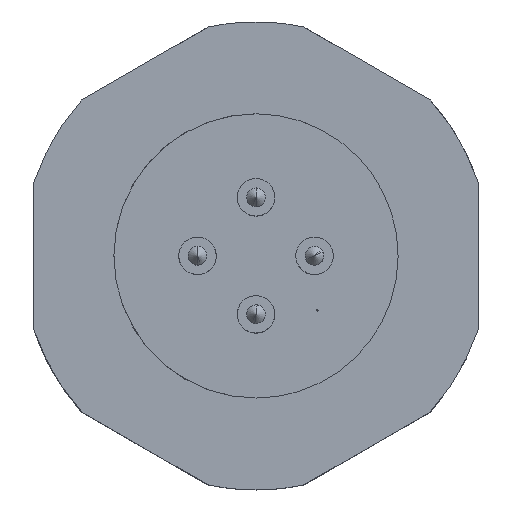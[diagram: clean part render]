
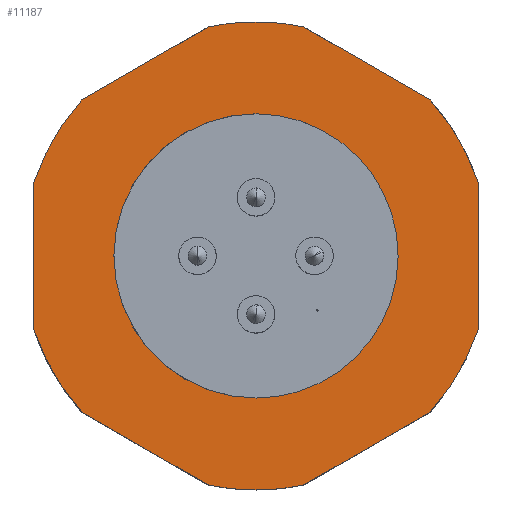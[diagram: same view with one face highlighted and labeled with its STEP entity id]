
A CAD part, top view. The second image highlights one B-rep face of the part: STEP entity #11187.
In plain terms, the highlighted planar face has unit normal (0, 0, 1).
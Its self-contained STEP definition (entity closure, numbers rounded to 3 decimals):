
#10081=AXIS2_PLACEMENT_3D('Circle Axis2P3D',#10079,#10080,$) ;
#10174=AXIS2_PLACEMENT_3D('Circle Axis2P3D',#10172,#10173,$) ;
#10820=AXIS2_PLACEMENT_3D('Circle Axis2P3D',#10818,#10819,$) ;
#10845=AXIS2_PLACEMENT_3D('Circle Axis2P3D',#10843,#10844,$) ;
#10863=AXIS2_PLACEMENT_3D('Circle Axis2P3D',#10861,#10862,$) ;
#10888=AXIS2_PLACEMENT_3D('Circle Axis2P3D',#10886,#10887,$) ;
#10906=AXIS2_PLACEMENT_3D('Circle Axis2P3D',#10904,#10905,$) ;
#10924=AXIS2_PLACEMENT_3D('Circle Axis2P3D',#10922,#10923,$) ;
#11114=AXIS2_PLACEMENT_3D('Circle Axis2P3D',#11112,#11113,$) ;
#11165=AXIS2_PLACEMENT_3D('Plane Axis2P3D',#11162,#11163,#11164) ;
#10013=CARTESIAN_POINT('Vertex',(16.958,3.331,20.5)) ;
#10016=CARTESIAN_POINT('Line Origine',(14.254,1.77,20.5)) ;
#10020=CARTESIAN_POINT('Vertex',(11.55,0.208,20.5)) ;
#10076=CARTESIAN_POINT('Vertex',(19.004,6.874,20.5)) ;
#10079=CARTESIAN_POINT('Axis2P3D Location',(9.504,9.997,20.5)) ;
#10113=CARTESIAN_POINT('Vertex',(19.004,13.119,20.5)) ;
#10116=CARTESIAN_POINT('Line Origine',(19.004,9.997,20.5)) ;
#10169=CARTESIAN_POINT('Vertex',(16.958,16.663,20.5)) ;
#10172=CARTESIAN_POINT('Axis2P3D Location',(9.504,9.997,20.5)) ;
#10206=CARTESIAN_POINT('Vertex',(11.55,19.785,20.5)) ;
#10209=CARTESIAN_POINT('Line Origine',(14.254,18.224,20.5)) ;
#10708=CARTESIAN_POINT('Vertex',(7.458,0.208,20.5)) ;
#10711=CARTESIAN_POINT('Line Origine',(4.754,1.77,20.5)) ;
#10715=CARTESIAN_POINT('Vertex',(2.05,3.331,20.5)) ;
#10746=CARTESIAN_POINT('Vertex',(0.004,6.874,20.5)) ;
#10749=CARTESIAN_POINT('Line Origine',(0.004,9.997,20.5)) ;
#10753=CARTESIAN_POINT('Vertex',(0.004,13.119,20.5)) ;
#10784=CARTESIAN_POINT('Vertex',(2.05,16.663,20.5)) ;
#10787=CARTESIAN_POINT('Line Origine',(4.754,18.224,20.5)) ;
#10791=CARTESIAN_POINT('Vertex',(7.458,19.785,20.5)) ;
#10818=CARTESIAN_POINT('Axis2P3D Location',(9.504,9.997,20.5)) ;
#10840=CARTESIAN_POINT('Vertex',(9.504,19.997,20.5)) ;
#10843=CARTESIAN_POINT('Axis2P3D Location',(9.504,9.997,20.5)) ;
#10861=CARTESIAN_POINT('Axis2P3D Location',(9.504,9.997,20.5)) ;
#10883=CARTESIAN_POINT('Vertex',(9.504,-0.003,20.5)) ;
#10886=CARTESIAN_POINT('Axis2P3D Location',(9.504,9.997,20.5)) ;
#10904=CARTESIAN_POINT('Axis2P3D Location',(9.504,9.997,20.5)) ;
#10922=CARTESIAN_POINT('Axis2P3D Location',(9.504,9.997,20.5)) ;
#11109=CARTESIAN_POINT('Vertex',(9.504,16.072,20.5)) ;
#11112=CARTESIAN_POINT('Axis2P3D Location',(9.504,9.997,20.5)) ;
#11116=CARTESIAN_POINT('Vertex',(9.504,3.922,20.5)) ;
#11138=CARTESIAN_POINT('Control Point',(9.504,16.072,20.5)) ;
#11139=CARTESIAN_POINT('Control Point',(10.458,16.072,20.5)) ;
#11140=CARTESIAN_POINT('Control Point',(11.412,15.884,20.5)) ;
#11141=CARTESIAN_POINT('Control Point',(12.318,15.51,20.5)) ;
#11142=CARTESIAN_POINT('Control Point',(13.932,14.425,20.5)) ;
#11143=CARTESIAN_POINT('Control Point',(15.017,12.81,20.5)) ;
#11144=CARTESIAN_POINT('Control Point',(15.392,11.905,20.5)) ;
#11145=CARTESIAN_POINT('Control Point',(15.766,9.997,20.5)) ;
#11146=CARTESIAN_POINT('Control Point',(15.392,8.088,20.5)) ;
#11147=CARTESIAN_POINT('Control Point',(15.017,7.183,20.5)) ;
#11148=CARTESIAN_POINT('Control Point',(13.932,5.569,20.5)) ;
#11149=CARTESIAN_POINT('Control Point',(12.318,4.484,20.5)) ;
#11150=CARTESIAN_POINT('Control Point',(11.412,4.109,20.5)) ;
#11151=CARTESIAN_POINT('Control Point',(10.458,3.922,20.5)) ;
#11152=CARTESIAN_POINT('Control Point',(9.504,3.922,20.5)) ;
#11162=CARTESIAN_POINT('Axis2P3D Location',(9.504,1.959,20.5)) ;
#10017=DIRECTION('Vector Direction',(0.866,0.5,0.)) ;
#10080=DIRECTION('Axis2P3D Direction',(0.,0.,-1.)) ;
#10117=DIRECTION('Vector Direction',(0.,1.,0.)) ;
#10173=DIRECTION('Axis2P3D Direction',(0.,0.,-1.)) ;
#10210=DIRECTION('Vector Direction',(-0.866,0.5,0.)) ;
#10712=DIRECTION('Vector Direction',(0.866,-0.5,0.)) ;
#10750=DIRECTION('Vector Direction',(0.,-1.,0.)) ;
#10788=DIRECTION('Vector Direction',(-0.866,-0.5,0.)) ;
#10819=DIRECTION('Axis2P3D Direction',(0.,0.,-1.)) ;
#10844=DIRECTION('Axis2P3D Direction',(0.,0.,-1.)) ;
#10862=DIRECTION('Axis2P3D Direction',(0.,0.,-1.)) ;
#10887=DIRECTION('Axis2P3D Direction',(0.,0.,-1.)) ;
#10905=DIRECTION('Axis2P3D Direction',(0.,0.,-1.)) ;
#10923=DIRECTION('Axis2P3D Direction',(0.,0.,-1.)) ;
#11113=DIRECTION('Axis2P3D Direction',(0.,0.,-1.)) ;
#11163=DIRECTION('Axis2P3D Direction',(0.,0.,1.)) ;
#11164=DIRECTION('Axis2P3D XDirection',(-1.,0.,0.)) ;
#10018=VECTOR('Line Direction',#10017,1.) ;
#10118=VECTOR('Line Direction',#10117,1.) ;
#10211=VECTOR('Line Direction',#10210,1.) ;
#10713=VECTOR('Line Direction',#10712,1.) ;
#10751=VECTOR('Line Direction',#10750,1.) ;
#10789=VECTOR('Line Direction',#10788,1.) ;
#11168=ORIENTED_EDGE('',*,*,#10022,.T.) ;
#11169=ORIENTED_EDGE('',*,*,#10083,.F.) ;
#11170=ORIENTED_EDGE('',*,*,#10120,.T.) ;
#11171=ORIENTED_EDGE('',*,*,#10176,.F.) ;
#11172=ORIENTED_EDGE('',*,*,#10213,.T.) ;
#11173=ORIENTED_EDGE('',*,*,#10865,.F.) ;
#11174=ORIENTED_EDGE('',*,*,#10847,.F.) ;
#11175=ORIENTED_EDGE('',*,*,#10793,.T.) ;
#11176=ORIENTED_EDGE('',*,*,#10822,.F.) ;
#11177=ORIENTED_EDGE('',*,*,#10755,.T.) ;
#11178=ORIENTED_EDGE('',*,*,#10926,.F.) ;
#11179=ORIENTED_EDGE('',*,*,#10717,.T.) ;
#11180=ORIENTED_EDGE('',*,*,#10890,.F.) ;
#11181=ORIENTED_EDGE('',*,*,#10908,.F.) ;
#11184=ORIENTED_EDGE('',*,*,#11118,.T.) ;
#11185=ORIENTED_EDGE('',*,*,#11153,.T.) ;
#11186=FACE_BOUND('',#11183,.T.) ;
#11187=ADVANCED_FACE('V1',(#11182,#11186),#11166,.T.) ;
#11137=B_SPLINE_CURVE_WITH_KNOTS('',5,(#11138,#11139,#11140,#11141,#11142,#11143,#11144,#11145,#11146,#11147,#11148,#11149,#11150,#11151,#11152),.UNSPECIFIED.,.F.,.U.,(6,3,3,3,6),(-9.543,-4.771,0.,4.771,9.543),.UNSPECIFIED.) ;
#10082=CIRCLE('generated circle',#10081,10.) ;
#10175=CIRCLE('generated circle',#10174,10.) ;
#10821=CIRCLE('generated circle',#10820,10.) ;
#10846=CIRCLE('generated circle',#10845,10.) ;
#10864=CIRCLE('generated circle',#10863,10.) ;
#10889=CIRCLE('generated circle',#10888,10.) ;
#10907=CIRCLE('generated circle',#10906,10.) ;
#10925=CIRCLE('generated circle',#10924,10.) ;
#11115=CIRCLE('generated circle',#11114,6.075) ;
#10022=EDGE_CURVE('',#10021,#10014,#10019,.T.) ;
#10083=EDGE_CURVE('',#10077,#10014,#10082,.T.) ;
#10120=EDGE_CURVE('',#10077,#10114,#10119,.T.) ;
#10176=EDGE_CURVE('',#10170,#10114,#10175,.T.) ;
#10213=EDGE_CURVE('',#10170,#10207,#10212,.T.) ;
#10717=EDGE_CURVE('',#10716,#10709,#10714,.T.) ;
#10755=EDGE_CURVE('',#10754,#10747,#10752,.T.) ;
#10793=EDGE_CURVE('',#10792,#10785,#10790,.T.) ;
#10822=EDGE_CURVE('',#10754,#10785,#10821,.T.) ;
#10847=EDGE_CURVE('',#10792,#10841,#10846,.T.) ;
#10865=EDGE_CURVE('',#10841,#10207,#10864,.T.) ;
#10890=EDGE_CURVE('',#10884,#10709,#10889,.T.) ;
#10908=EDGE_CURVE('',#10021,#10884,#10907,.T.) ;
#10926=EDGE_CURVE('',#10716,#10747,#10925,.T.) ;
#11118=EDGE_CURVE('',#11117,#11110,#11115,.T.) ;
#11153=EDGE_CURVE('',#11110,#11117,#11137,.T.) ;
#11167=EDGE_LOOP('',(#11168,#11169,#11170,#11171,#11172,#11173,#11174,#11175,#11176,#11177,#11178,#11179,#11180,#11181)) ;
#11183=EDGE_LOOP('',(#11184,#11185)) ;
#11182=FACE_OUTER_BOUND('',#11167,.T.) ;
#10019=LINE('Line',#10016,#10018) ;
#10119=LINE('Line',#10116,#10118) ;
#10212=LINE('Line',#10209,#10211) ;
#10714=LINE('Line',#10711,#10713) ;
#10752=LINE('Line',#10749,#10751) ;
#10790=LINE('Line',#10787,#10789) ;
#11166=PLANE('',#11165) ;
#10014=VERTEX_POINT('',#10013) ;
#10021=VERTEX_POINT('',#10020) ;
#10077=VERTEX_POINT('',#10076) ;
#10114=VERTEX_POINT('',#10113) ;
#10170=VERTEX_POINT('',#10169) ;
#10207=VERTEX_POINT('',#10206) ;
#10709=VERTEX_POINT('',#10708) ;
#10716=VERTEX_POINT('',#10715) ;
#10747=VERTEX_POINT('',#10746) ;
#10754=VERTEX_POINT('',#10753) ;
#10785=VERTEX_POINT('',#10784) ;
#10792=VERTEX_POINT('',#10791) ;
#10841=VERTEX_POINT('',#10840) ;
#10884=VERTEX_POINT('',#10883) ;
#11110=VERTEX_POINT('',#11109) ;
#11117=VERTEX_POINT('',#11116) ;
